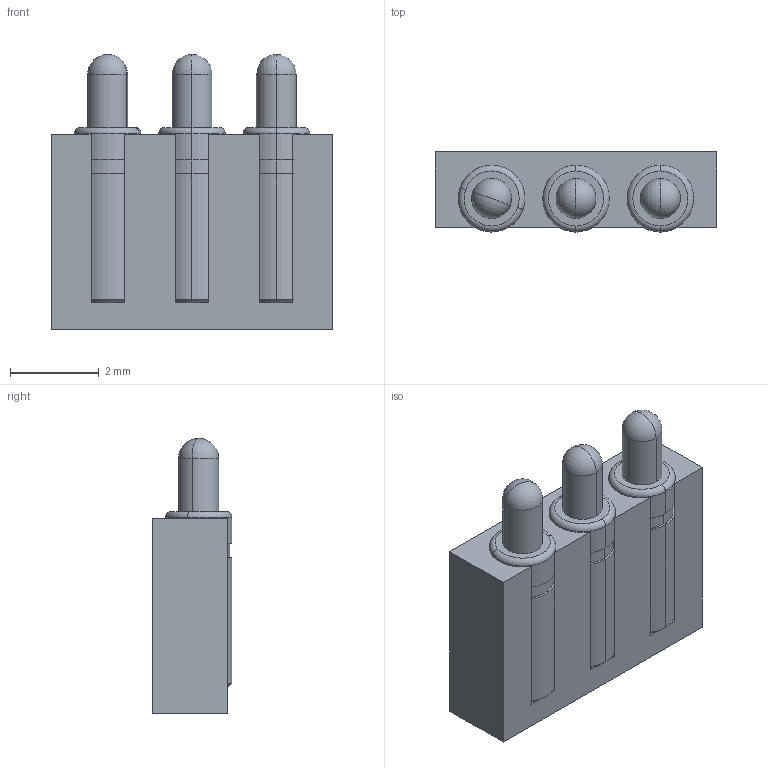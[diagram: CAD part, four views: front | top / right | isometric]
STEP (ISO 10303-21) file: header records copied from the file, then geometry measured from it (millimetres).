
FILE_DESCRIPTION (( 'STEP AP214' ), '1' );
FILE_NAME ('UEBK-12903.STEP', '2020-08-05T08:00:01', ( '' ), ( '' ), 'SwSTEP 2.0', 'SolidWorks 2020', '' );
FILE_SCHEMA (( 'AUTOMOTIVE_DESIGN' ));
Length unit declared in the file: millimetre
Products named in the file (3): UEBK-12903-Gehäuse; UEBK-12903-Pin; UEBK-12903
Assembly tree (4 placements, depth 2):
  UEBK-12903
    UEBK-12903-Gehäuse
    UEBK-12903-Pin  x3
Bounding box: 6.34 x 1.8 x 6.2 mm (x, y, z)
Volume: 51.4 mm3; surface area: 206.6 mm2
Topology: 4 solids, 4 shells, 72 faces, 162 edges, 101 vertices
Faces by surface type: cylinder 33, plane 21, cone 6, torus 6, sphere 6
Entity records: 1154 total; most frequent: DIRECTION 210, CARTESIAN_POINT 178, ORIENTED_EDGE 164, AXIS2_PLACEMENT_3D 85, EDGE_CURVE 82, VERTEX_POINT 53, CIRCLE 42, VECTOR 40
